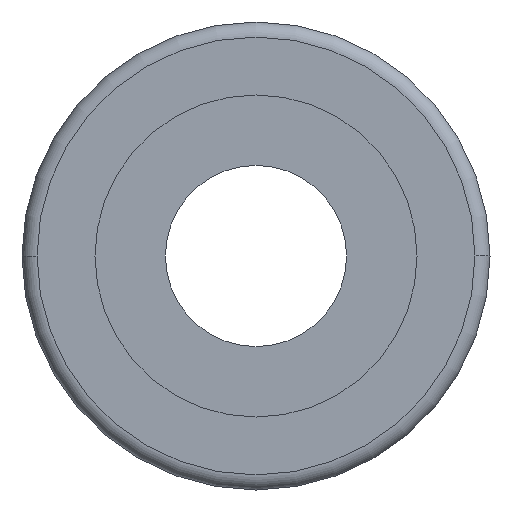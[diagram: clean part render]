
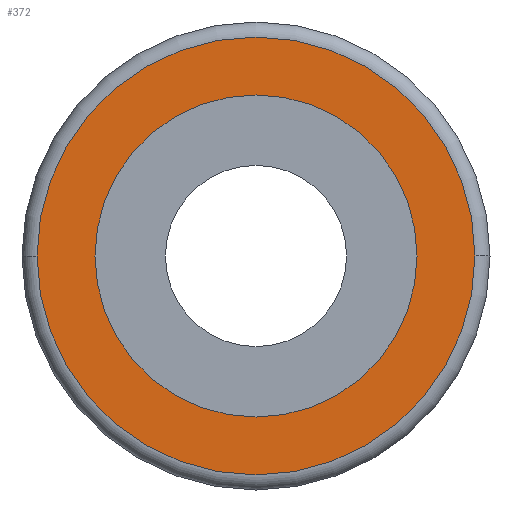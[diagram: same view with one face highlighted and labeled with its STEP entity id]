
A CAD part, front view. The second image highlights one B-rep face of the part: STEP entity #372.
In plain terms, the highlighted planar face has unit normal (0, -1, 0).
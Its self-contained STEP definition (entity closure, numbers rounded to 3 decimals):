
#87=CARTESIAN_POINT('',(0.,183.746,0.));
#88=DIRECTION('',(0.,1.,0.));
#89=DIRECTION('',(1.,0.,0.));
#90=AXIS2_PLACEMENT_3D('',#87,#88,#89);
#92=CARTESIAN_POINT('',(0.,183.746,0.));
#93=DIRECTION('',(0.,1.,0.));
#94=DIRECTION('',(-1.,0.,0.));
#95=AXIS2_PLACEMENT_3D('',#92,#93,#94);
#97=CARTESIAN_POINT('',(0.,183.746,0.));
#98=DIRECTION('',(0.,-1.,0.));
#99=DIRECTION('',(0.,0.,1.));
#100=AXIS2_PLACEMENT_3D('',#97,#98,#99);
#102=CARTESIAN_POINT('',(0.,183.746,0.));
#103=DIRECTION('',(0.,-1.,0.));
#104=DIRECTION('',(0.,0.,-1.));
#105=AXIS2_PLACEMENT_3D('',#102,#103,#104);
#211=CARTESIAN_POINT('',(4.35,183.746,0.));
#212=CARTESIAN_POINT('',(-4.35,183.746,0.));
#213=VERTEX_POINT('',#211);
#214=VERTEX_POINT('',#212);
#235=CARTESIAN_POINT('',(0.,183.746,3.2));
#236=CARTESIAN_POINT('',(0.,183.746,-3.2));
#237=VERTEX_POINT('',#235);
#238=VERTEX_POINT('',#236);
#357=CARTESIAN_POINT('',(0.,183.746,0.));
#358=DIRECTION('',(0.,-1.,0.));
#359=DIRECTION('',(-1.,0.,0.));
#360=AXIS2_PLACEMENT_3D('',#357,#358,#359);
#361=PLANE('',#360);
#363=ORIENTED_EDGE('',*,*,#362,.T.);
#365=ORIENTED_EDGE('',*,*,#364,.T.);
#366=EDGE_LOOP('',(#363,#365));
#367=FACE_OUTER_BOUND('',#366,.F.);
#368=ORIENTED_EDGE('',*,*,#337,.T.);
#369=ORIENTED_EDGE('',*,*,#351,.T.);
#370=EDGE_LOOP('',(#368,#369));
#371=FACE_BOUND('',#370,.F.);
#91=CIRCLE('',#90,4.35);
#96=CIRCLE('',#95,4.35);
#101=CIRCLE('',#100,3.2);
#106=CIRCLE('',#105,3.2);
#337=EDGE_CURVE('',#237,#238,#101,.T.);
#351=EDGE_CURVE('',#238,#237,#106,.T.);
#362=EDGE_CURVE('',#213,#214,#91,.T.);
#364=EDGE_CURVE('',#214,#213,#96,.T.);
#372=ADVANCED_FACE('',(#367,#371),#361,.T.);
